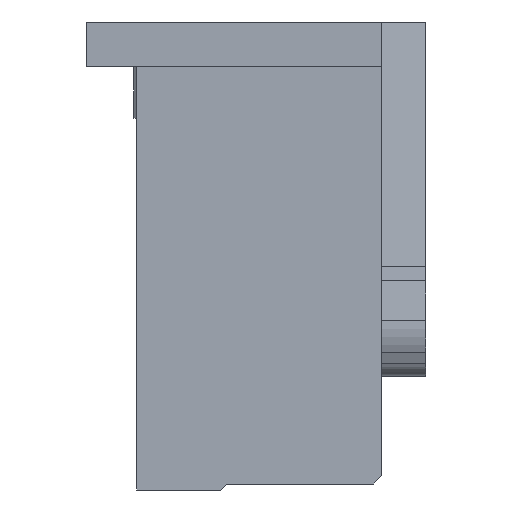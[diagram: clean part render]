
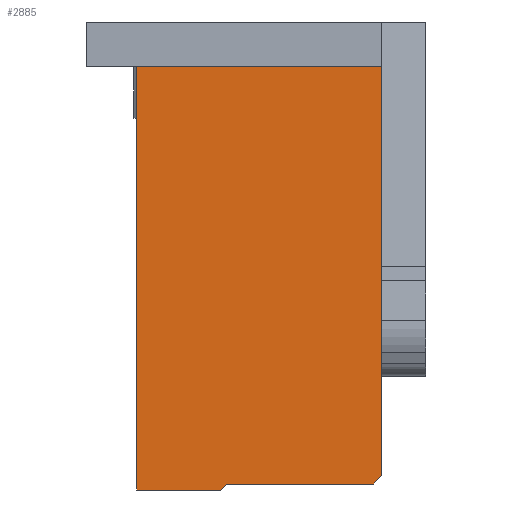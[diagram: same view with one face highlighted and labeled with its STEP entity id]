
A CAD part, left-side view. The second image highlights one B-rep face of the part: STEP entity #2885.
In plain terms, the highlighted planar face has unit normal (-1, 0, 0).
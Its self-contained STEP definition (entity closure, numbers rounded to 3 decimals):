
#9=DIRECTION('',(0.,-1.,0.));
#10=VECTOR('',#9,1.408);
#11=CARTESIAN_POINT('',(-7.85,2.05,-3.925));
#12=LINE('',#11,#10);
#287=DIRECTION('',(0.,0.,1.));
#288=VECTOR('',#287,6.85);
#289=CARTESIAN_POINT('',(-7.85,-2.05,-3.675));
#290=LINE('',#289,#288);
#809=DIRECTION('',(0.,-1.,0.));
#810=VECTOR('',#809,4.1);
#811=CARTESIAN_POINT('',(-7.85,2.05,3.175));
#812=LINE('',#811,#810);
#813=DIRECTION('',(0.,0.637,-0.771));
#814=VECTOR('',#813,0.195);
#815=CARTESIAN_POINT('',(-7.85,-2.05,-3.675));
#816=LINE('',#815,#814);
#817=DIRECTION('',(0.,1.,0.));
#818=VECTOR('',#817,2.45);
#819=CARTESIAN_POINT('',(-7.85,-1.926,-3.825));
#820=LINE('',#819,#818);
#821=DIRECTION('',(0.,0.762,-0.648));
#822=VECTOR('',#821,0.154);
#823=CARTESIAN_POINT('',(-7.85,0.524,-3.825));
#824=LINE('',#823,#822);
#825=DIRECTION('',(0.,0.,1.));
#826=VECTOR('',#825,7.1);
#827=CARTESIAN_POINT('',(-7.85,2.05,-3.925));
#828=LINE('',#827,#826);
#1709=CARTESIAN_POINT('',(-7.85,2.05,-3.925));
#1710=CARTESIAN_POINT('',(-7.85,2.05,3.175));
#1711=VERTEX_POINT('',#1709);
#1712=VERTEX_POINT('',#1710);
#1717=CARTESIAN_POINT('',(-7.85,-1.926,-3.825));
#1718=CARTESIAN_POINT('',(-7.85,0.524,-3.825));
#1719=VERTEX_POINT('',#1717);
#1720=VERTEX_POINT('',#1718);
#1725=CARTESIAN_POINT('',(-7.85,0.642,-3.925));
#1726=VERTEX_POINT('',#1725);
#1730=CARTESIAN_POINT('',(-7.85,-2.05,3.175));
#1732=VERTEX_POINT('',#1730);
#1741=CARTESIAN_POINT('',(-7.85,-2.05,-3.675));
#1742=VERTEX_POINT('',#1741);
#2869=CARTESIAN_POINT('',(-7.85,2.05,-3.925));
#2870=DIRECTION('',(-1.,0.,0.));
#2871=DIRECTION('',(0.,-1.,0.));
#2872=AXIS2_PLACEMENT_3D('',#2869,#2870,#2871);
#2873=PLANE('',#2872);
#2874=ORIENTED_EDGE('',*,*,#2455,.T.);
#2875=ORIENTED_EDGE('',*,*,#2506,.F.);
#2877=ORIENTED_EDGE('',*,*,#2876,.T.);
#2878=ORIENTED_EDGE('',*,*,#2799,.T.);
#2880=ORIENTED_EDGE('',*,*,#2879,.T.);
#2881=ORIENTED_EDGE('',*,*,#2234,.F.);
#2882=ORIENTED_EDGE('',*,*,#2347,.T.);
#2883=EDGE_LOOP('',(#2874,#2875,#2877,#2878,#2880,#2881,#2882));
#2884=FACE_OUTER_BOUND('',#2883,.F.);
#2885=ADVANCED_FACE('',(#2884),#2873,.T.);
#2234=EDGE_CURVE('',#1711,#1726,#12,.T.);
#2347=EDGE_CURVE('',#1711,#1712,#828,.T.);
#2455=EDGE_CURVE('',#1712,#1732,#812,.T.);
#2506=EDGE_CURVE('',#1742,#1732,#290,.T.);
#2799=EDGE_CURVE('',#1719,#1720,#820,.T.);
#2876=EDGE_CURVE('',#1742,#1719,#816,.T.);
#2879=EDGE_CURVE('',#1720,#1726,#824,.T.);
